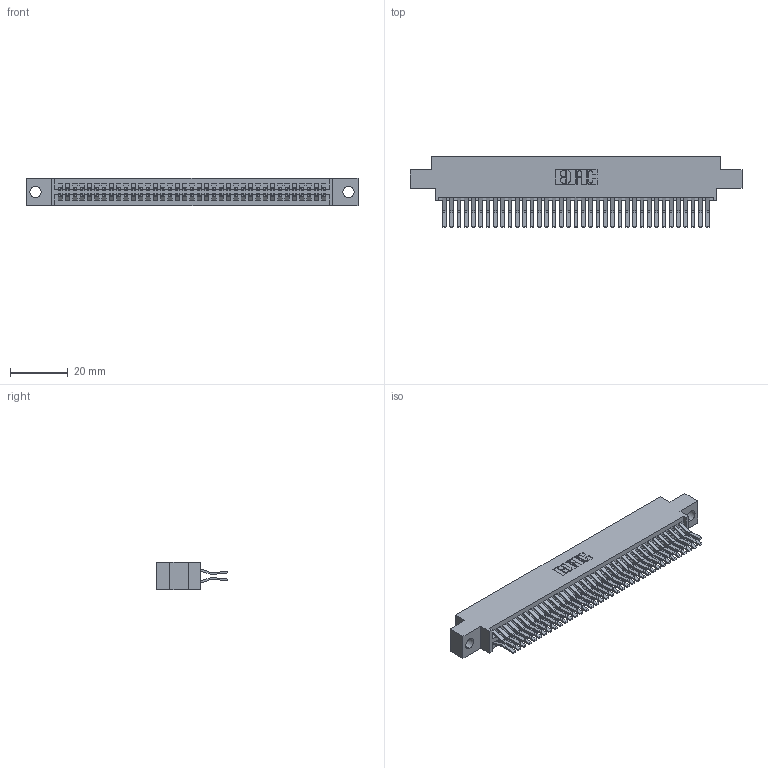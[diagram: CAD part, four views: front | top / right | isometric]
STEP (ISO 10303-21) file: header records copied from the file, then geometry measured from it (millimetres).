
FILE_DESCRIPTION (( 'STEP AP203' ), '1' );
FILE_NAME ('395-074-560-804.STEP', '2018-11-27T20:20:01', ( '' ), ( '' ), 'SwSTEP 2.0', 'SolidWorks 2016', '' );
FILE_SCHEMA (( 'CONFIG_CONTROL_DESIGN' ));
Length unit declared in the file: inch
Products named in the file (3): 345-292-001_560 Tail; 395-074-560-804; 345 Part_0.170 Offset - 0.156 Dia-TH
Assembly tree (75 placements, depth 2):
  395-074-560-804
    345 Part_0.170 Offset - 0.156 Dia-TH
    345-292-001_560 Tail  x74
Bounding box: 115.19 x 24.45 x 9.4 mm (x, y, z)
Volume: 11427 mm3; surface area: 18000.3 mm2
Topology: 75 solids, 75 shells, 3978 faces, 11823 edges, 7782 vertices
Faces by surface type: plane 2526, cylinder 1452
Entity records: 29927 total; most frequent: CARTESIAN_POINT 5024, ORIENTED_EDGE 4958, DIRECTION 4439, EDGE_CURVE 2479, LINE 2195, VECTOR 2195, VERTEX_POINT 1650, AXIS2_PLACEMENT_3D 1122
